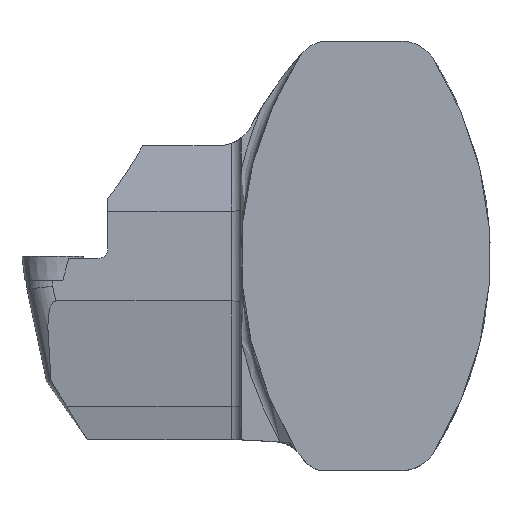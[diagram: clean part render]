
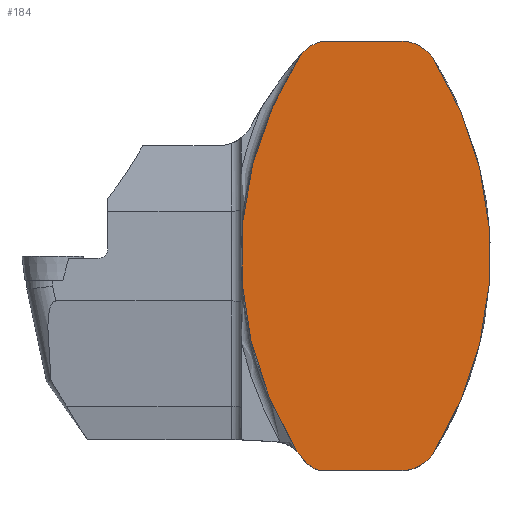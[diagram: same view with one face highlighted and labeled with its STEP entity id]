
A CAD part, top view. The second image highlights one B-rep face of the part: STEP entity #184.
In plain terms, the highlighted planar face has unit normal (0, 0, 1).
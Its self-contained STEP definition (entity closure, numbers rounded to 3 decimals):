
#118=CIRCLE('',#1048,60.25);
#119=CIRCLE('',#1051,6.);
#120=CIRCLE('',#1055,6.5);
#122=CIRCLE('',#1060,60.5);
#123=CIRCLE('',#1063,60.25);
#124=CIRCLE('',#1064,5.5);
#125=CIRCLE('',#1065,5.);
#126=CIRCLE('',#1066,6.);
#184=ADVANCED_FACE('',(#258),#227,.T.);
#227=PLANE('',#1067);
#258=FACE_OUTER_BOUND('',#301,.T.);
#301=EDGE_LOOP('',(#555,#556,#557,#558,#559,#560,#561,#562,#563,#564));
#372=LINE('',#1558,#434);
#378=LINE('',#1600,#440);
#434=VECTOR('',#1238,1.);
#440=VECTOR('',#1270,1.);
#555=ORIENTED_EDGE('',*,*,#861,.F.);
#556=ORIENTED_EDGE('',*,*,#867,.F.);
#557=ORIENTED_EDGE('',*,*,#871,.F.);
#558=ORIENTED_EDGE('',*,*,#872,.F.);
#559=ORIENTED_EDGE('',*,*,#873,.F.);
#560=ORIENTED_EDGE('',*,*,#874,.T.);
#561=ORIENTED_EDGE('',*,*,#875,.T.);
#562=ORIENTED_EDGE('',*,*,#851,.T.);
#563=ORIENTED_EDGE('',*,*,#855,.T.);
#564=ORIENTED_EDGE('',*,*,#858,.T.);
#758=VERTEX_POINT('',#1543);
#759=VERTEX_POINT('',#1545);
#761=VERTEX_POINT('',#1551);
#763=VERTEX_POINT('',#1557);
#765=VERTEX_POINT('',#1563);
#769=VERTEX_POINT('',#1585);
#772=VERTEX_POINT('',#1595);
#773=VERTEX_POINT('',#1597);
#774=VERTEX_POINT('',#1599);
#775=VERTEX_POINT('',#1601);
#851=EDGE_CURVE('',#759,#758,#118,.T.);
#855=EDGE_CURVE('',#758,#761,#119,.T.);
#858=EDGE_CURVE('',#761,#763,#372,.T.);
#861=EDGE_CURVE('',#765,#763,#120,.T.);
#867=EDGE_CURVE('',#769,#765,#122,.T.);
#871=EDGE_CURVE('',#772,#769,#123,.T.);
#872=EDGE_CURVE('',#773,#772,#124,.T.);
#873=EDGE_CURVE('',#774,#773,#125,.T.);
#874=EDGE_CURVE('',#774,#775,#378,.T.);
#875=EDGE_CURVE('',#775,#759,#126,.T.);
#1048=AXIS2_PLACEMENT_3D('',#1544,#1224,#1225);
#1051=AXIS2_PLACEMENT_3D('',#1552,#1232,#1233);
#1055=AXIS2_PLACEMENT_3D('',#1564,#1244,#1245);
#1060=AXIS2_PLACEMENT_3D('',#1586,#1255,#1256);
#1063=AXIS2_PLACEMENT_3D('',#1594,#1264,#1265);
#1064=AXIS2_PLACEMENT_3D('',#1596,#1266,#1267);
#1065=AXIS2_PLACEMENT_3D('',#1598,#1268,#1269);
#1066=AXIS2_PLACEMENT_3D('',#1602,#1271,#1272);
#1067=AXIS2_PLACEMENT_3D('',#1603,#1273,#1274);
#1224=DIRECTION('',(0.,0.,1.));
#1225=DIRECTION('',(0.,1.,0.));
#1232=DIRECTION('',(0.,0.,1.));
#1233=DIRECTION('',(0.,1.,0.));
#1238=DIRECTION('',(-1.,0.,0.));
#1244=DIRECTION('',(0.,0.,-1.));
#1245=DIRECTION('',(0.,1.,0.));
#1255=DIRECTION('',(0.,0.,-1.));
#1256=DIRECTION('',(0.,1.,0.));
#1264=DIRECTION('',(0.,0.,-1.));
#1265=DIRECTION('',(0.,1.,0.));
#1266=DIRECTION('',(0.,0.,1.));
#1267=DIRECTION('',(0.,1.,0.));
#1268=DIRECTION('',(0.,0.,-1.));
#1269=DIRECTION('',(0.,1.,0.));
#1270=DIRECTION('',(1.,0.,0.));
#1271=DIRECTION('',(0.,0.,1.));
#1272=DIRECTION('',(0.,1.,0.));
#1273=DIRECTION('',(0.,0.,1.));
#1274=DIRECTION('',(0.,1.,0.));
#1543=CARTESIAN_POINT('',(11.069,32.207,0.325));
#1544=CARTESIAN_POINT('',(-39.85,0.,0.325));
#1545=CARTESIAN_POINT('',(11.069,-32.207,0.325));
#1551=CARTESIAN_POINT('',(5.998,35.,0.325));
#1552=CARTESIAN_POINT('',(5.998,29.,0.325));
#1557=CARTESIAN_POINT('',(-7.1,35.,0.325));
#1558=CARTESIAN_POINT('',(40.,35.,0.325));
#1563=CARTESIAN_POINT('',(-10.34,33.039,0.325));
#1564=CARTESIAN_POINT('',(-5.5,28.7,0.325));
#1585=CARTESIAN_POINT('',(-10.502,32.857,0.325));
#1586=CARTESIAN_POINT('',(34.71,-7.344,0.325));
#1594=CARTESIAN_POINT('',(40.,0.,0.325));
#1595=CARTESIAN_POINT('',(-11.136,-31.862,0.325));
#1596=CARTESIAN_POINT('',(-14.993,-35.783,0.325));
#1597=CARTESIAN_POINT('',(-10.335,-32.859,0.325));
#1598=CARTESIAN_POINT('',(-6.1,-30.2,0.325));
#1599=CARTESIAN_POINT('',(-7.5,-35.,0.325));
#1600=CARTESIAN_POINT('',(40.,-35.,0.325));
#1601=CARTESIAN_POINT('',(5.998,-35.,0.325));
#1602=CARTESIAN_POINT('',(5.998,-29.,0.325));
#1603=CARTESIAN_POINT('',(40.,0.,0.325));
